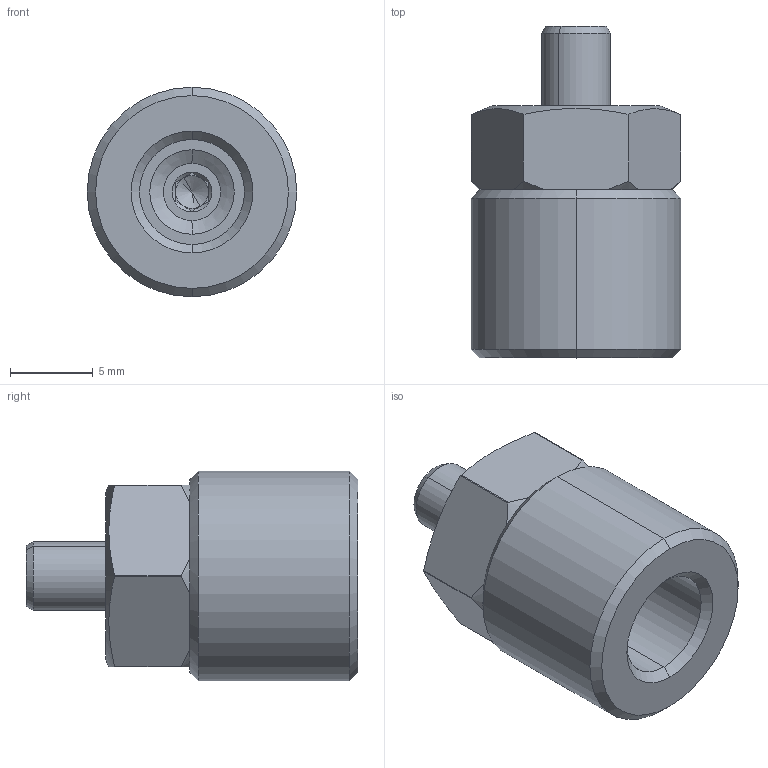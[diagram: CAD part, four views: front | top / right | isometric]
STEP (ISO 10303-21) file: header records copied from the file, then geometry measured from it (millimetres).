
FILE_DESCRIPTION (( 'STEP AP214' ), '1' );
FILE_NAME ('TTN043875-E0W.STEP', '2015-10-27T20:43:03', ( 'admin' ), ( '' ), 'SwSTEP 2.0', 'SolidWorks 2014', '' );
FILE_SCHEMA (( 'AUTOMOTIVE_DESIGN' ));
Length unit declared in the file: millimetre
Products named in the file (1): TTN043875-E0W
Bounding box: 12.67 x 20.07 x 12.67 mm (x, y, z)
Volume: 1643.9 mm3; surface area: 1252.2 mm2
Topology: 2 solids, 2 shells, 80 faces, 184 edges, 110 vertices
Faces by surface type: plane 32, cone 30, cylinder 18
Entity records: 3237 total; most frequent: CARTESIAN_POINT 531, DIRECTION 380, ORIENTED_EDGE 360, EDGE_CURVE 180, AXIS2_PLACEMENT_3D 151, VERTEX_POINT 110, EDGE_LOOP 88, UNCERTAINTY_MEASURE_WITH_UNIT 84
